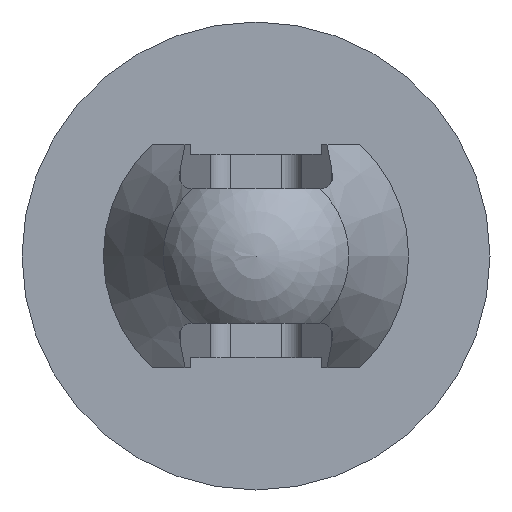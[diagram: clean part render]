
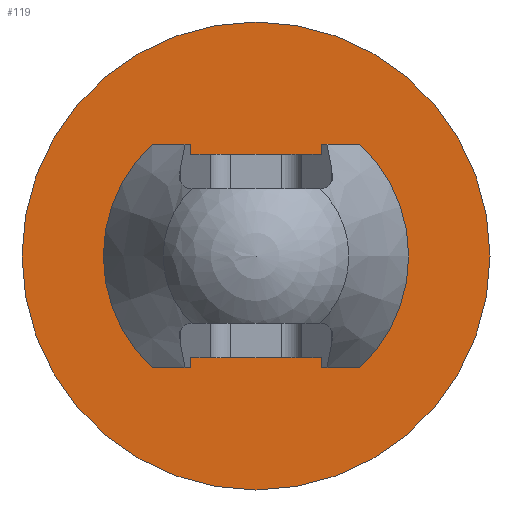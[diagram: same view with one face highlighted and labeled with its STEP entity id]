
A CAD part, front view. The second image highlights one B-rep face of the part: STEP entity #119.
In plain terms, the highlighted planar face has unit normal (0, -1, 0).
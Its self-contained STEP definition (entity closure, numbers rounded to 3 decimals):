
#119 = ADVANCED_FACE( '', ( #247, #248 ), #249, .F. );
#247 = FACE_BOUND( '', #382, .T. );
#248 = FACE_OUTER_BOUND( '', #383, .T. );
#249 = PLANE( '', #384 );
#382 = EDGE_LOOP( '', ( #695, #696, #697, #698 ) );
#383 = EDGE_LOOP( '', ( #699 ) );
#384 = AXIS2_PLACEMENT_3D( '', #700, #701, #702 );
#695 = ORIENTED_EDGE( '', *, *, #975, .F. );
#696 = ORIENTED_EDGE( '', *, *, #889, .F. );
#697 = ORIENTED_EDGE( '', *, *, #954, .T. );
#698 = ORIENTED_EDGE( '', *, *, #915, .F. );
#699 = ORIENTED_EDGE( '', *, *, #967, .T. );
#700 = CARTESIAN_POINT( '', ( -2.3, -4., 0. ) );
#701 = DIRECTION( '', ( 0., 1., 0. ) );
#702 = DIRECTION( '', ( -1., 0., 0. ) );
#889 = EDGE_CURVE( '', #1096, #1097, #1098, .T. );
#915 = EDGE_CURVE( '', #1136, #1138, #1139, .T. );
#954 = EDGE_CURVE( '', #1096, #1138, #1194, .T. );
#967 = EDGE_CURVE( '', #1208, #1208, #1209, .T. );
#975 = EDGE_CURVE( '', #1097, #1136, #1219, .T. );
#1096 = VERTEX_POINT( '', #1394 );
#1097 = VERTEX_POINT( '', #1395 );
#1098 = CIRCLE( '', #1396, 1.25 );
#1136 = VERTEX_POINT( '', #1461 );
#1138 = VERTEX_POINT( '', #1464 );
#1139 = CIRCLE( '', #1465, 1.25 );
#1194 = LINE( '', #1574, #1575 );
#1208 = VERTEX_POINT( '', #1595 );
#1209 = CIRCLE( '', #1596, 2.3 );
#1219 = LINE( '', #1609, #1610 );
#1394 = CARTESIAN_POINT( '', ( 0.75, -4., -1. ) );
#1395 = CARTESIAN_POINT( '', ( 0.75, -4., 1. ) );
#1396 = AXIS2_PLACEMENT_3D( '', #1695, #1696, #1697 );
#1461 = CARTESIAN_POINT( '', ( -0.75, -4., 1. ) );
#1464 = CARTESIAN_POINT( '', ( -0.75, -4., -1. ) );
#1465 = AXIS2_PLACEMENT_3D( '', #1730, #1731, #1732 );
#1574 = CARTESIAN_POINT( '', ( 2.5, -4., -1. ) );
#1575 = VECTOR( '', #1761, 1000. );
#1595 = CARTESIAN_POINT( '', ( 2.3, -4., 0. ) );
#1596 = AXIS2_PLACEMENT_3D( '', #1777, #1778, #1779 );
#1609 = CARTESIAN_POINT( '', ( 2.5, -4., 1. ) );
#1610 = VECTOR( '', #1786, 1000. );
#1695 = CARTESIAN_POINT( '', ( 0., -4., 0. ) );
#1696 = DIRECTION( '', ( 0., -1., 0. ) );
#1697 = DIRECTION( '', ( 1., 0., 0. ) );
#1730 = CARTESIAN_POINT( '', ( 0., -4., 0. ) );
#1731 = DIRECTION( '', ( 0., -1., 0. ) );
#1732 = DIRECTION( '', ( 1., 0., 0. ) );
#1761 = DIRECTION( '', ( -1., 0., 0. ) );
#1777 = CARTESIAN_POINT( '', ( 0., -4., 0. ) );
#1778 = DIRECTION( '', ( 0., -1., 0. ) );
#1779 = DIRECTION( '', ( 1., 0., 0. ) );
#1786 = DIRECTION( '', ( -1., 0., 0. ) );
